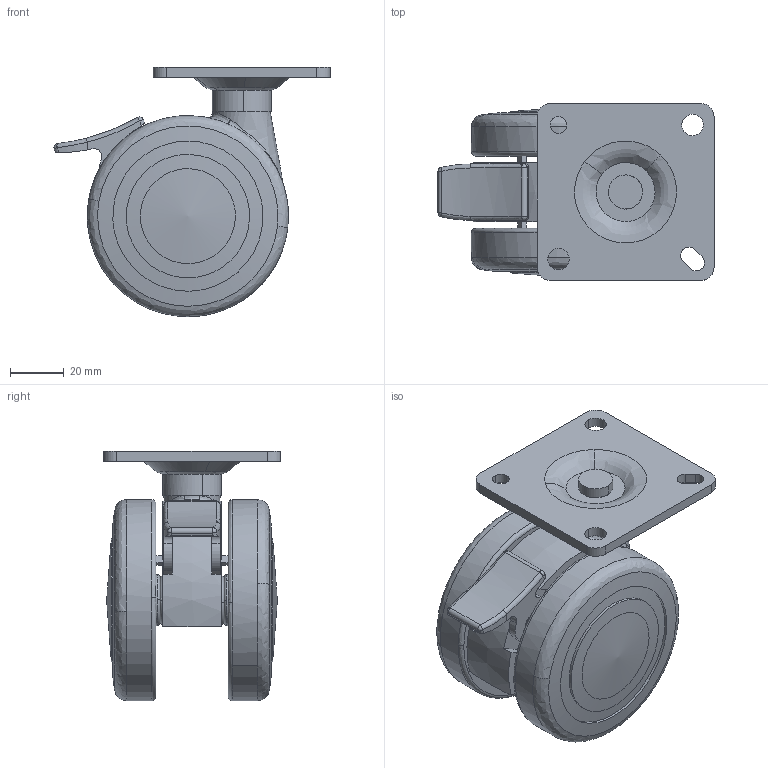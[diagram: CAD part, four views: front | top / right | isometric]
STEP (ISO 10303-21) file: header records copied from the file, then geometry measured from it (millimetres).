
FILE_DESCRIPTION((''),'2;1');
FILE_NAME('','2006-10-31T08:42:30',(''),(''),'','CADfix','');
FILE_SCHEMA(('AUTOMOTIVE_DESIGN'));
Length unit declared in the file: millimetre
Products named in the file (7): lever; wheel_mr; wheel; mounting plate; main shaft; body; TY75S_5994_36
Assembly tree (6 placements, depth 2):
  TY75S_5994_36
    lever
    wheel_mr
    wheel
    mounting plate
    main shaft
    body
Bounding box: 102.94 x 66 x 93 mm (x, y, z)
Volume: 204003.4 mm3; surface area: 61709.7 mm2
Topology: 6 solids, 6 shells, 200 faces, 630 edges, 463 vertices
Faces by surface type: bspline 200
Entity records: 9130 total; most frequent: CARTESIAN_POINT 5627, ORIENTED_EDGE 1260, EDGE_CURVE 630, VERTEX_POINT 463, EDGE_LOOP 241, FACE_OUTER_BOUND 200, ADVANCED_FACE 200, QUASI_UNIFORM_CURVE 188
